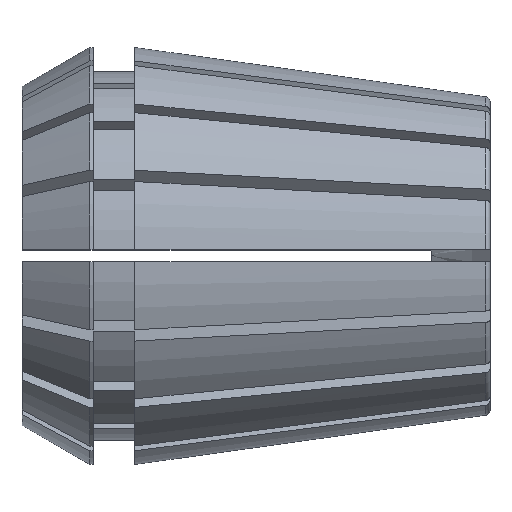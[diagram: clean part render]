
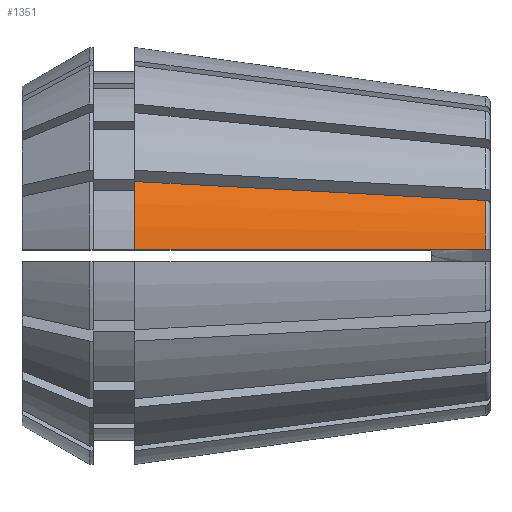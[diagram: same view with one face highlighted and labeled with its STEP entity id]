
A CAD part, top view. The second image highlights one B-rep face of the part: STEP entity #1351.
In plain terms, the highlighted conical face has half-angle 8 degrees and reference radius 15.595 mm.
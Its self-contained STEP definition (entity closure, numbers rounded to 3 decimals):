
#1263 = EDGE_LOOP ( 'NONE', ( #1489, #1490, #1491, #1492 ) ) ;
#1351 = ADVANCED_FACE ( 'NONE', ( #2745 ), #2756, .T. ) ;
#1489 = ORIENTED_EDGE ( 'NONE', *, *, #6268, .T. ) ;
#1490 = ORIENTED_EDGE ( 'NONE', *, *, #6269, .T. ) ;
#1491 = ORIENTED_EDGE ( 'NONE', *, *, #6265, .F. ) ;
#1492 = ORIENTED_EDGE ( 'NONE', *, *, #6270, .F. ) ;
#2555 = VERTEX_POINT ( 'NONE', #4170 ) ;
#2557 = VERTEX_POINT ( 'NONE', #4172 ) ;
#2562 = VERTEX_POINT ( 'NONE', #4177 ) ;
#2564 = VERTEX_POINT ( 'NONE', #4179 ) ;
#2745 = FACE_OUTER_BOUND ( 'NONE', #1263, .T. ) ;
#2756 = CONICAL_SURFACE ( 'NONE', #3600, 15.595, 0.14 ) ;
#2979 = CIRCLE ( 'NONE', #3700, 20.5 ) ;
#2984 = CIRCLE ( 'NONE', #3701, 15.656 ) ;
#3326 = CARTESIAN_POINT ( 'NONE',  ( 45.57, 0.6, 15.644 ) ) ;
#3328 = CARTESIAN_POINT ( 'NONE',  ( 11.1, 0., 0. ) ) ;
#3329 = DIRECTION ( 'NONE',  ( -1., 0., 0. ) ) ;
#3330 = DIRECTION ( 'NONE',  ( 0., 0., 1. ) ) ;
#3333 = CARTESIAN_POINT ( 'NONE',  ( 36.497, 5.921, 15.862 ) ) ;
#3334 = CARTESIAN_POINT ( 'NONE',  ( 45.57, 5.433, 14.683 ) ) ;
#3335 = CARTESIAN_POINT ( 'NONE',  ( 45.57, 0., 0. ) ) ;
#3336 = DIRECTION ( 'NONE',  ( -1., 0., 0. ) ) ;
#3337 = DIRECTION ( 'NONE',  ( 0., 0., -1. ) ) ;
#3338 = CARTESIAN_POINT ( 'NONE',  ( 34.08, 0.6, 17.26 ) ) ;
#3339 = CARTESIAN_POINT ( 'NONE',  ( 27.424, 6.409, 17.041 ) ) ;
#3340 = CARTESIAN_POINT ( 'NONE',  ( 18.351, 6.897, 18.219 ) ) ;
#3341 = CARTESIAN_POINT ( 'NONE',  ( 15.934, 7.027, 18.533 ) ) ;
#3342 = CARTESIAN_POINT ( 'NONE',  ( 13.517, 7.157, 18.847 ) ) ;
#3343 = CARTESIAN_POINT ( 'NONE',  ( 11.1, 7.287, 19.161 ) ) ;
#3346 = CARTESIAN_POINT ( 'NONE',  ( 22.59, 0.6, 18.876 ) ) ;
#3347 = CARTESIAN_POINT ( 'NONE',  ( 11.1, 0.6, 20.492 ) ) ;
#3600 = AXIS2_PLACEMENT_3D ( 'NONE', #3852, #3851, #3847 ) ;
#3700 = AXIS2_PLACEMENT_3D ( 'NONE', #3328, #3329, #3330 ) ;
#3701 = AXIS2_PLACEMENT_3D ( 'NONE', #3335, #3336, #3337 ) ;
#3847 = DIRECTION ( 'NONE',  ( 0., 0., 1. ) ) ;
#3851 = DIRECTION ( 'NONE',  ( -1., 0., 0. ) ) ;
#3852 = CARTESIAN_POINT ( 'NONE',  ( 46., 0., 0. ) ) ;
#4170 = CARTESIAN_POINT ( 'NONE',  ( 11.1, 7.287, 19.161 ) ) ;
#4172 = CARTESIAN_POINT ( 'NONE',  ( 45.57, 5.433, 14.683 ) ) ;
#4177 = CARTESIAN_POINT ( 'NONE',  ( 11.1, 0.6, 20.492 ) ) ;
#4179 = CARTESIAN_POINT ( 'NONE',  ( 45.57, 0.6, 15.644 ) ) ;
#4371 = B_SPLINE_CURVE_WITH_KNOTS ( 'NONE', 3,
 ( #3334, #3333, #3339, #3340, #3341, #3342, #3343 ),
 .UNSPECIFIED., .F., .F.,
 ( 4, 3, 4 ),
 ( 0., 0.027, 0.035 ),
 .UNSPECIFIED. ) ;
#4372 = B_SPLINE_CURVE_WITH_KNOTS ( 'NONE', 3,
 ( #3326, #3338, #3346, #3347 ),
 .UNSPECIFIED., .F., .F.,
 ( 4, 4 ),
 ( 0.081, 0.116 ),
 .UNSPECIFIED. ) ;
#6265 = EDGE_CURVE ( 'NONE', #2562, #2555, #2979, .T. ) ;
#6268 = EDGE_CURVE ( 'NONE', #2564, #2557, #2984, .T. ) ;
#6269 = EDGE_CURVE ( 'NONE', #2557, #2555, #4371, .T. ) ;
#6270 = EDGE_CURVE ( 'NONE', #2564, #2562, #4372, .T. ) ;
